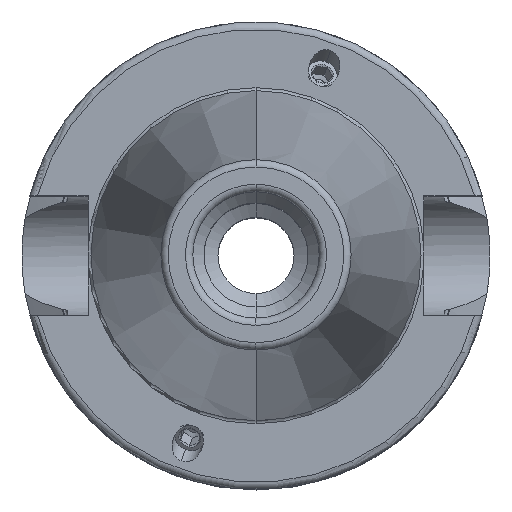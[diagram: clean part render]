
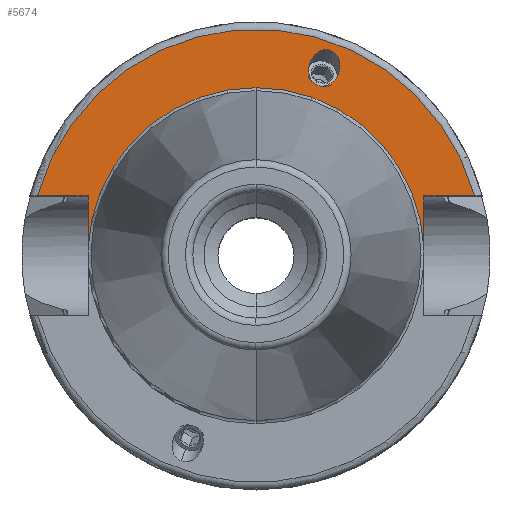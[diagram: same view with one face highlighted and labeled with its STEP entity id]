
A CAD part, top view. The second image highlights one B-rep face of the part: STEP entity #5674.
In plain terms, the highlighted planar face has unit normal (0, 0, 1).
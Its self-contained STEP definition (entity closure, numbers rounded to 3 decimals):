
#980=CARTESIAN_POINT('',(0,0,25));
#981=DIRECTION('',(0,0,-1));
#982=DIRECTION('',(0,1,0));
#983=AXIS2_PLACEMENT_3D('',#980,#981,#982);
#1310=DIRECTION('',(0,1,0));
#1311=VECTOR('',#1310,6.987);
#1312=CARTESIAN_POINT('',(-22.6,1.063,25));
#1313=LINE('',#1312,#1311);
#1314=DIRECTION('',(1,0,0));
#1315=VECTOR('',#1314,6.818);
#1316=CARTESIAN_POINT('',(-29.418,8.05,25));
#1317=LINE('',#1316,#1315);
#1318=DIRECTION('',(-1,0,0));
#1319=VECTOR('',#1318,6.818);
#1320=CARTESIAN_POINT('',(29.418,8.05,25));
#1321=LINE('',#1320,#1319);
#1322=DIRECTION('',(0,-1,0));
#1323=VECTOR('',#1322,6.987);
#1324=CARTESIAN_POINT('',(22.6,8.05,25));
#1325=LINE('',#1324,#1323);
#1326=CARTESIAN_POINT('',(10.056,27.629,25));
#1327=CARTESIAN_POINT('',(10.283,27.547,25));
#1328=CARTESIAN_POINT('',(10.737,27.268,25));
#1329=CARTESIAN_POINT('',(11.226,26.479,25));
#1330=CARTESIAN_POINT('',(11.341,25.65,25));
#1331=CARTESIAN_POINT('',(11.261,25.009,25));
#1332=CARTESIAN_POINT('',(11.137,24.573,25));
#1333=CARTESIAN_POINT('',(10.952,24.159,25));
#1334=CARTESIAN_POINT('',(10.601,23.617,25));
#1335=CARTESIAN_POINT('',(9.98,23.055,25));
#1336=CARTESIAN_POINT('',(9.098,22.765,25));
#1337=CARTESIAN_POINT('',(8.571,22.843,25));
#1338=CARTESIAN_POINT('',(8.344,22.926,25));
#1340=CARTESIAN_POINT('',(8.344,22.926,25));
#1341=CARTESIAN_POINT('',(8.117,23.009,25));
#1342=CARTESIAN_POINT('',(7.663,23.288,25));
#1343=CARTESIAN_POINT('',(7.174,24.076,25));
#1344=CARTESIAN_POINT('',(7.06,24.906,25));
#1345=CARTESIAN_POINT('',(7.14,25.547,25));
#1346=CARTESIAN_POINT('',(7.264,25.983,25));
#1347=CARTESIAN_POINT('',(7.449,26.396,25));
#1348=CARTESIAN_POINT('',(7.8,26.939,25));
#1349=CARTESIAN_POINT('',(8.421,27.5,25));
#1350=CARTESIAN_POINT('',(9.302,27.79,25));
#1351=CARTESIAN_POINT('',(9.829,27.712,25));
#1352=CARTESIAN_POINT('',(10.056,27.629,25));
#1388=CARTESIAN_POINT('',(0,0,25));
#1389=DIRECTION('',(0,0,1));
#1390=DIRECTION('',(0,1,0));
#1391=AXIS2_PLACEMENT_3D('',#1388,#1389,#1390);
#1442=CARTESIAN_POINT('',(0,0,25));
#1443=DIRECTION('',(0,0,1));
#1444=DIRECTION('',(0.965,0.264,0));
#1445=AXIS2_PLACEMENT_3D('',#1442,#1443,#1444);
#3563=CARTESIAN_POINT('',(-22.6,1.063,25));
#3564=CARTESIAN_POINT('',(-22.6,8.05,25));
#3565=VERTEX_POINT('',#3563);
#3566=VERTEX_POINT('',#3564);
#3567=CARTESIAN_POINT('',(-29.418,8.05,25));
#3568=VERTEX_POINT('',#3567);
#3569=CARTESIAN_POINT('',(22.6,8.05,25));
#3570=CARTESIAN_POINT('',(22.6,1.063,25));
#3571=VERTEX_POINT('',#3569);
#3572=VERTEX_POINT('',#3570);
#3579=CARTESIAN_POINT('',(29.418,8.05,25));
#3580=VERTEX_POINT('',#3579);
#3627=CARTESIAN_POINT('',(0,22.625,25));
#3629=VERTEX_POINT('',#3627);
#3645=VERTEX_POINT('',#1326);
#3646=VERTEX_POINT('',#1338);
#5651=CARTESIAN_POINT('',(0,0,25));
#5652=DIRECTION('',(0,0,-1));
#5653=DIRECTION('',(0,-1,0));
#5654=AXIS2_PLACEMENT_3D('',#5651,#5652,#5653);
#5655=PLANE('',#5654);
#5656=ORIENTED_EDGE('',*,*,#5544,.T.);
#5657=ORIENTED_EDGE('',*,*,#5572,.F.);
#5659=ORIENTED_EDGE('',*,*,#5658,.F.);
#5661=ORIENTED_EDGE('',*,*,#5660,.T.);
#5662=ORIENTED_EDGE('',*,*,#5308,.T.);
#5663=ORIENTED_EDGE('',*,*,#5291,.F.);
#5665=ORIENTED_EDGE('',*,*,#5664,.T.);
#5666=EDGE_LOOP('',(#5656,#5657,#5659,#5661,#5662,#5663,#5665));
#5667=FACE_OUTER_BOUND('',#5666,.F.);
#5669=ORIENTED_EDGE('',*,*,#5668,.F.);
#5671=ORIENTED_EDGE('',*,*,#5670,.F.);
#5672=EDGE_LOOP('',(#5669,#5671));
#5673=FACE_BOUND('',#5672,.F.);
#5674=ADVANCED_FACE('',(#5667,#5673),#5655,.F.);
#984=CIRCLE('',#983,22.625);
#1339=B_SPLINE_CURVE_WITH_KNOTS('',3,(#1326,#1327,#1328,#1329,#1330,#1331,#1332,
#1333,#1334,#1335,#1336,#1337,#1338),.UNSPECIFIED.,.F.,.F.,(4,1,1,1,1,1,1,1,1,1,
4),(0,0.125,0.25,0.375,0.438,0.5,0.563,0.625,0.75,0.875,
1.0),.UNSPECIFIED.);
#1353=B_SPLINE_CURVE_WITH_KNOTS('',3,(#1340,#1341,#1342,#1343,#1344,#1345,#1346,
#1347,#1348,#1349,#1350,#1351,#1352),.UNSPECIFIED.,.F.,.F.,(4,1,1,1,1,1,1,1,1,1,
4),(0,0.125,0.25,0.375,0.438,0.5,0.563,0.625,0.75,0.875,
1.0),.UNSPECIFIED.);
#1392=CIRCLE('',#1391,22.625);
#1446=CIRCLE('',#1445,30.5);
#5291=EDGE_CURVE('',#3629,#3572,#984,.T.);
#5308=EDGE_CURVE('',#3571,#3572,#1325,.T.);
#5544=EDGE_CURVE('',#3565,#3566,#1313,.T.);
#5572=EDGE_CURVE('',#3568,#3566,#1317,.T.);
#5658=EDGE_CURVE('',#3580,#3568,#1446,.T.);
#5660=EDGE_CURVE('',#3580,#3571,#1321,.T.);
#5664=EDGE_CURVE('',#3629,#3565,#1392,.T.);
#5668=EDGE_CURVE('',#3645,#3646,#1339,.T.);
#5670=EDGE_CURVE('',#3646,#3645,#1353,.T.);
